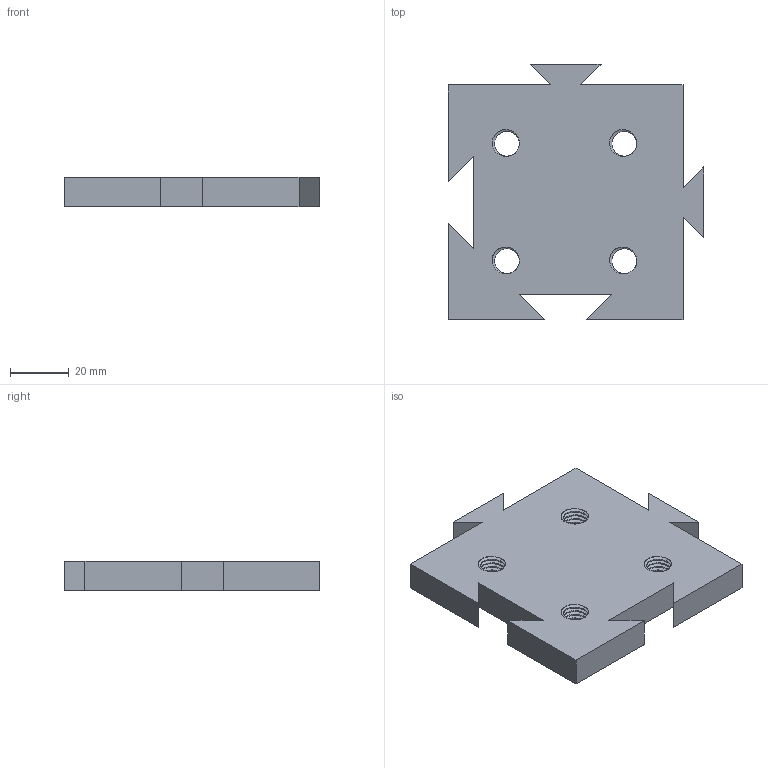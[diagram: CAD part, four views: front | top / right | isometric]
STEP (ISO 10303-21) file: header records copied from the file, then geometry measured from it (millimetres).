
FILE_DESCRIPTION(/* description */ (''),/* implementation_level */ '2;1');
FILE_NAME(/* name */ 'Base Breadboard Unit v3.step',/* time_stamp */ '2025-08-01T20:43:47-04:00',/* author */ (''),/* organization */ (''),/* preprocessor_version */ 'ST-DEVELOPER v20.1',/* originating_system */ 'Autodesk Translation Framework v14.10.0.0',/* authorisation */ '');
FILE_SCHEMA (('AUTOMOTIVE_DESIGN { 1 0 10303 214 3 1 1 }'));
Length unit declared in the file: millimetre
Products named in the file (1): Base Breadboard Unit
Bounding box: 87.07 x 87.07 x 10 mm (x, y, z)
Volume: 59830.7 mm3; surface area: 18591.9 mm2
Topology: 1 solids, 1 shells, 94 faces, 276 edges, 184 vertices
Faces by surface type: cylinder 64, plane 22, bspline 8
Full cylindrical faces by diameter (mm): 8.526 x24, 10.198 x24
Entity records: 10485 total; most frequent: CARTESIAN_POINT 8215, ORIENTED_EDGE 552, DIRECTION 330, EDGE_CURVE 276, VERTEX_POINT 184, B_SPLINE_CURVE_WITH_KNOTS 140, LINE 116, VECTOR 116
